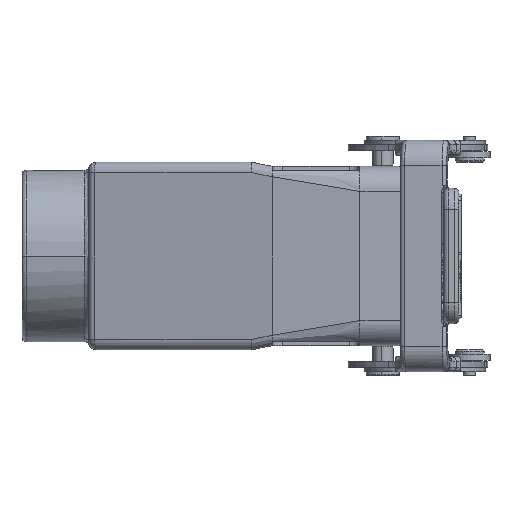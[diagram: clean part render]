
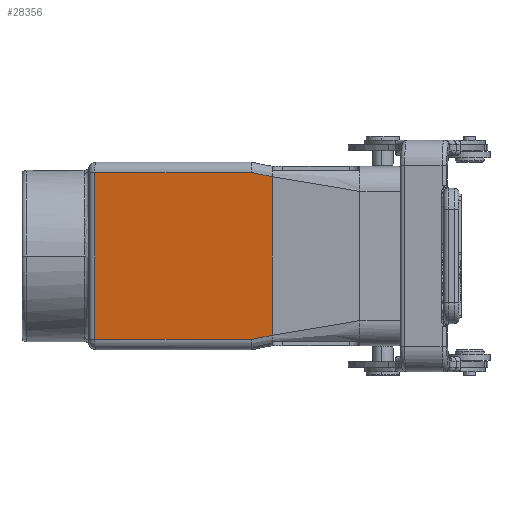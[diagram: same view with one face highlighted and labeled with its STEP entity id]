
A CAD part, left-side view. The second image highlights one B-rep face of the part: STEP entity #28356.
In plain terms, the highlighted planar face has unit normal (-0.982, 0.191, 0).
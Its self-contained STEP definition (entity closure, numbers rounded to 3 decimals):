
#2039=DIRECTION('',(0.,0.,-1.));
#2040=VECTOR('',#2039,40.);
#2041=CARTESIAN_POINT('',(-36.474,42.584,20.));
#2042=LINE('',#2041,#2040);
#2071=DIRECTION('',(-0.191,-0.982,0.));
#2072=VECTOR('',#2071,38.287);
#2073=CARTESIAN_POINT('',(-36.474,42.584,
-20.));
#2074=LINE('',#2073,#2072);
#2085=DIRECTION('',(0.187,0.963,-0.193));
#2086=VECTOR('',#2085,5.191);
#2087=CARTESIAN_POINT('',(-44.752,0.,
-19.));
#2088=LINE('',#2087,#2086);
#2089=DIRECTION('',(-0.187,-0.963,-0.193));
#2090=VECTOR('',#2089,5.191);
#2091=CARTESIAN_POINT('',(-43.78,5.,20.));
#2092=LINE('',#2091,#2090);
#2093=CARTESIAN_POINT('',(-44.752,0.,
-19.));
#2100=DIRECTION('',(0.191,0.982,0.));
#2101=VECTOR('',#2100,38.287);
#2102=CARTESIAN_POINT('',(-43.78,5.,20.));
#2103=LINE('',#2102,#2101);
#2526=DIRECTION('',(0.,0.,1.));
#2527=VECTOR('',#2526,38.);
#2528=CARTESIAN_POINT('',(-44.752,0.,
-19.));
#2529=LINE('',#2528,#2527);
#20438=VERTEX_POINT('',#2093);
#20979=CARTESIAN_POINT('',(-44.752,0.,19.));
#20980=VERTEX_POINT('',#20979);
#20981=CARTESIAN_POINT('',(-43.78,5.,
-20.));
#20982=VERTEX_POINT('',#20981);
#20983=CARTESIAN_POINT('',(-36.474,42.584,
-20.));
#20984=VERTEX_POINT('',#20983);
#20985=CARTESIAN_POINT('',(-36.474,42.584,
20.));
#20986=VERTEX_POINT('',#20985);
#20987=CARTESIAN_POINT('',(-43.78,5.,
20.));
#20988=VERTEX_POINT('',#20987);
#28339=CARTESIAN_POINT('',(-36.199,44.,0.));
#28340=DIRECTION('',(-0.982,0.191,0.));
#28341=DIRECTION('',(-0.191,-0.982,0.));
#28342=AXIS2_PLACEMENT_3D('',#28339,#28340,#28341);
#28343=PLANE('',#28342);
#28345=ORIENTED_EDGE('',*,*,#28344,.T.);
#28346=ORIENTED_EDGE('',*,*,#28332,.F.);
#28347=ORIENTED_EDGE('',*,*,#28263,.F.);
#28349=ORIENTED_EDGE('',*,*,#28348,.F.);
#28351=ORIENTED_EDGE('',*,*,#28350,.T.);
#28353=ORIENTED_EDGE('',*,*,#28352,.F.);
#28354=EDGE_LOOP('',(#28345,#28346,#28347,#28349,#28351,#28353));
#28355=FACE_OUTER_BOUND('',#28354,.F.);
#28356=ADVANCED_FACE('',(#28355),#28343,.T.);
#28263=EDGE_CURVE('',#20986,#20984,#2042,.T.);
#28332=EDGE_CURVE('',#20984,#20982,#2074,.T.);
#28344=EDGE_CURVE('',#20438,#20982,#2088,.T.);
#28348=EDGE_CURVE('',#20988,#20986,#2103,.T.);
#28350=EDGE_CURVE('',#20988,#20980,#2092,.T.);
#28352=EDGE_CURVE('',#20438,#20980,#2529,.T.);
